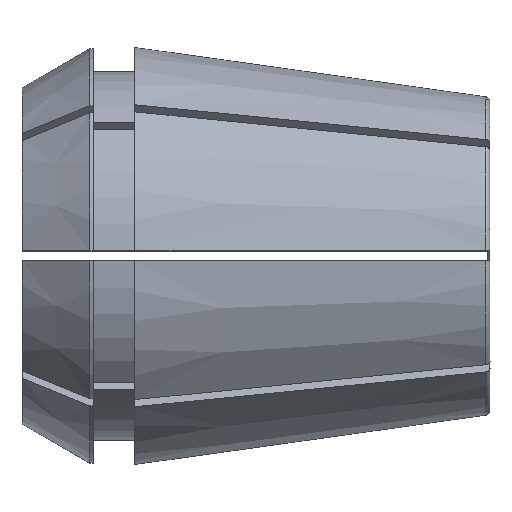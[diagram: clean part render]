
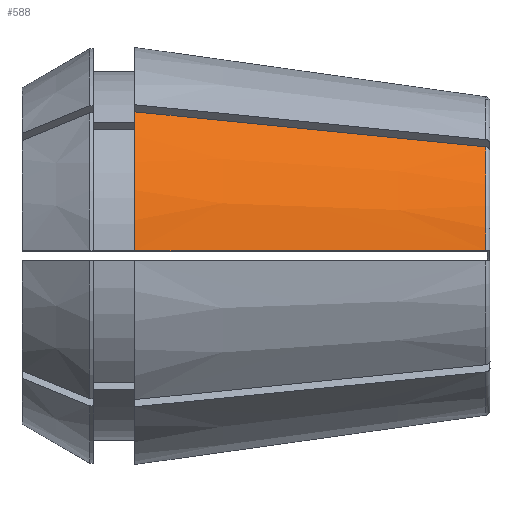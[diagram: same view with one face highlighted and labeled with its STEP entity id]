
A CAD part, top view. The second image highlights one B-rep face of the part: STEP entity #588.
In plain terms, the highlighted conical face has half-angle 8 degrees and reference radius 15.595 mm.
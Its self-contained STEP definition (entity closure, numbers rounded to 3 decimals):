
#588 = ADVANCED_FACE ( 'NONE', ( #1510 ), #1499, .T. ) ;
#959 = EDGE_LOOP ( 'NONE', ( #3561, #3562, #3563, #3564 ) ) ;
#1499 = CONICAL_SURFACE ( 'NONE', #1733, 15.595, 0.14 ) ;
#1510 = FACE_OUTER_BOUND ( 'NONE', #959, .T. ) ;
#1733 = AXIS2_PLACEMENT_3D ( 'NONE', #2656, #2657, #2661 ) ;
#1797 = EDGE_CURVE ( 'NONE', #2457, #2547, #2316, .T. ) ;
#2240 = EDGE_CURVE ( 'NONE', #2490, #2487, #4371, .T. ) ;
#2316 = B_SPLINE_CURVE_WITH_KNOTS ( 'NONE', 3,
 ( #4085, #4087, #4096, #4097, #4098, #4099, #4100 ),
 .UNSPECIFIED., .F., .F.,
 ( 4, 3, 4 ),
 ( 0., 0.027, 0.035 ),
 .UNSPECIFIED. ) ;
#2457 = VERTEX_POINT ( 'NONE', #5059 ) ;
#2487 = VERTEX_POINT ( 'NONE', #5089 ) ;
#2490 = VERTEX_POINT ( 'NONE', #5092 ) ;
#2547 = VERTEX_POINT ( 'NONE', #5149 ) ;
#2656 = CARTESIAN_POINT ( 'NONE',  ( 46., 0., 0. ) ) ;
#2657 = DIRECTION ( 'NONE',  ( -1., 0., 0. ) ) ;
#2661 = DIRECTION ( 'NONE',  ( 0., 0., 1. ) ) ;
#3561 = ORIENTED_EDGE ( 'NONE', *, *, #4438, .T. ) ;
#3562 = ORIENTED_EDGE ( 'NONE', *, *, #1797, .T. ) ;
#3563 = ORIENTED_EDGE ( 'NONE', *, *, #4410, .F. ) ;
#3564 = ORIENTED_EDGE ( 'NONE', *, *, #2240, .F. ) ;
#3685 = CARTESIAN_POINT ( 'NONE',  ( 11.1, 0., 0. ) ) ;
#3686 = DIRECTION ( 'NONE',  ( -1., 0., 0. ) ) ;
#3687 = DIRECTION ( 'NONE',  ( 0., 0., 1. ) ) ;
#3768 = CARTESIAN_POINT ( 'NONE',  ( 45.57, 0., 0. ) ) ;
#3769 = DIRECTION ( 'NONE',  ( -1., 0., 0. ) ) ;
#3770 = DIRECTION ( 'NONE',  ( 0., 0., -1. ) ) ;
#4085 = CARTESIAN_POINT ( 'NONE',  ( 45.57, 10.711, 11.418 ) ) ;
#4087 = CARTESIAN_POINT ( 'NONE',  ( 36.497, 11.613, 12.32 ) ) ;
#4096 = CARTESIAN_POINT ( 'NONE',  ( 27.424, 12.515, 13.222 ) ) ;
#4097 = CARTESIAN_POINT ( 'NONE',  ( 18.351, 13.417, 14.124 ) ) ;
#4098 = CARTESIAN_POINT ( 'NONE',  ( 15.934, 13.658, 14.365 ) ) ;
#4099 = CARTESIAN_POINT ( 'NONE',  ( 13.517, 13.898, 14.605 ) ) ;
#4100 = CARTESIAN_POINT ( 'NONE',  ( 11.1, 14.138, 14.845 ) ) ;
#4371 = B_SPLINE_CURVE_WITH_KNOTS ( 'NONE', 3,
 ( #4845, #4843, #4847, #4848 ),
 .UNSPECIFIED., .F., .F.,
 ( 4, 4 ),
 ( 0.083, 0.117 ),
 .UNSPECIFIED. ) ;
#4410 = EDGE_CURVE ( 'NONE', #2487, #2547, #5324, .T. ) ;
#4438 = EDGE_CURVE ( 'NONE', #2490, #2457, #5291, .T. ) ;
#4843 = CARTESIAN_POINT ( 'NONE',  ( 34.08, 0.5, 17.264 ) ) ;
#4845 = CARTESIAN_POINT ( 'NONE',  ( 45.57, 0.5, 15.648 ) ) ;
#4847 = CARTESIAN_POINT ( 'NONE',  ( 22.59, 0.5, 18.879 ) ) ;
#4848 = CARTESIAN_POINT ( 'NONE',  ( 11.1, 0.5, 20.494 ) ) ;
#5059 = CARTESIAN_POINT ( 'NONE',  ( 45.57, 10.711, 11.418 ) ) ;
#5089 = CARTESIAN_POINT ( 'NONE',  ( 11.1, 0.5, 20.494 ) ) ;
#5092 = CARTESIAN_POINT ( 'NONE',  ( 45.57, 0.5, 15.648 ) ) ;
#5149 = CARTESIAN_POINT ( 'NONE',  ( 11.1, 14.138, 14.845 ) ) ;
#5291 = CIRCLE ( 'NONE', #5491, 15.656 ) ;
#5324 = CIRCLE ( 'NONE', #5514, 20.5 ) ;
#5491 = AXIS2_PLACEMENT_3D ( 'NONE', #3768, #3769, #3770 ) ;
#5514 = AXIS2_PLACEMENT_3D ( 'NONE', #3685, #3686, #3687 ) ;
